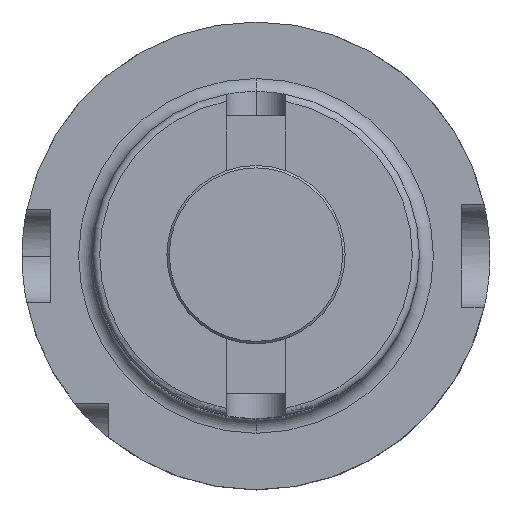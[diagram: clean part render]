
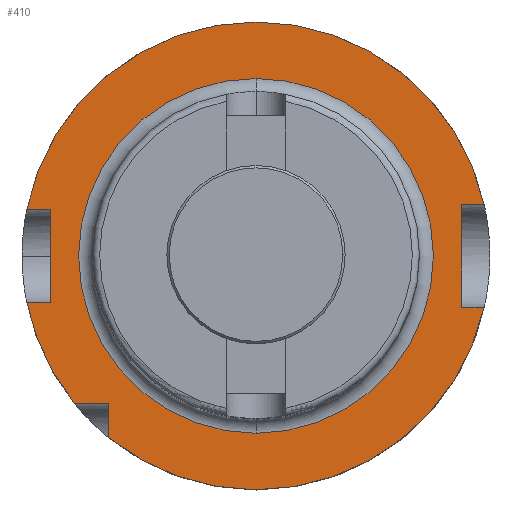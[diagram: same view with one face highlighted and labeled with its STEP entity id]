
A CAD part, top view. The second image highlights one B-rep face of the part: STEP entity #410.
In plain terms, the highlighted planar face has unit normal (0, 0, 1).
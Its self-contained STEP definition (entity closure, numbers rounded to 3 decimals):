
#115 = VECTOR ( 'NONE', #3681, 1000. ) ;
#130 = VERTEX_POINT ( 'NONE', #2771 ) ;
#134 = ORIENTED_EDGE ( 'NONE', *, *, #309, .F. ) ;
#161 = AXIS2_PLACEMENT_3D ( 'NONE', #3482, #1412, #3780 ) ;
#202 = DIRECTION ( 'NONE',  ( -1., 0., 0. ) ) ;
#239 = VERTEX_POINT ( 'NONE', #456 ) ;
#271 = CARTESIAN_POINT ( 'NONE',  ( -31.5, -31.5, 29. ) ) ;
#285 = VECTOR ( 'NONE', #1378, 1000. ) ;
#291 = VERTEX_POINT ( 'NONE', #761 ) ;
#303 = EDGE_CURVE ( 'NONE', #833, #130, #2748, .T. ) ;
#309 = EDGE_CURVE ( 'NONE', #3229, #1280, #1272, .T. ) ;
#317 = DIRECTION ( 'NONE',  ( 0., -1., 0. ) ) ;
#410 = ADVANCED_FACE ( 'NONE', ( #1174, #1767 ), #825, .T. ) ;
#430 = DIRECTION ( 'NONE',  ( 0., 0., -1. ) ) ;
#456 = CARTESIAN_POINT ( 'NONE',  ( -44., -10., 29. ) ) ;
#459 = EDGE_CURVE ( 'NONE', #1714, #2871, #3252, .T. ) ;
#527 = ORIENTED_EDGE ( 'NONE', *, *, #303, .F. ) ;
#558 = EDGE_CURVE ( 'NONE', #1787, #2098, #3140, .T. ) ;
#570 = ORIENTED_EDGE ( 'NONE', *, *, #3431, .F. ) ;
#587 = EDGE_CURVE ( 'NONE', #2887, #3122, #2583, .T. ) ;
#728 = CARTESIAN_POINT ( 'NONE',  ( 0., -37.925, 29. ) ) ;
#761 = CARTESIAN_POINT ( 'NONE',  ( -31.5, -38.83, 29. ) ) ;
#763 = LINE ( 'NONE', #1210, #2196 ) ;
#825 = PLANE ( 'NONE',  #2612 ) ;
#833 = VERTEX_POINT ( 'NONE', #271 ) ;
#849 = ORIENTED_EDGE ( 'NONE', *, *, #2075, .F. ) ;
#871 = AXIS2_PLACEMENT_3D ( 'NONE', #3053, #1589, #3019 ) ;
#904 = DIRECTION ( 'NONE',  ( 0., 1., 0. ) ) ;
#960 = EDGE_CURVE ( 'NONE', #1787, #239, #763, .T. ) ;
#1108 = VERTEX_POINT ( 'NONE', #1511 ) ;
#1129 = DIRECTION ( 'NONE',  ( 0., 0., 1. ) ) ;
#1145 = LINE ( 'NONE', #2973, #1469 ) ;
#1174 = FACE_BOUND ( 'NONE', #2386, .T. ) ;
#1210 = CARTESIAN_POINT ( 'NONE',  ( -44., -10., 29. ) ) ;
#1272 = CIRCLE ( 'NONE', #2008, 50. ) ;
#1280 = VERTEX_POINT ( 'NONE', #3330 ) ;
#1354 = DIRECTION ( 'NONE',  ( 0., 0., -1. ) ) ;
#1378 = DIRECTION ( 'NONE',  ( -1., 0., 0. ) ) ;
#1404 = DIRECTION ( 'NONE',  ( 0., -1., 0. ) ) ;
#1412 = DIRECTION ( 'NONE',  ( 0., 0., -1. ) ) ;
#1469 = VECTOR ( 'NONE', #2927, 1000. ) ;
#1508 = CIRCLE ( 'NONE', #161, 50. ) ;
#1511 = CARTESIAN_POINT ( 'NONE',  ( -48.99, -10., 29. ) ) ;
#1534 = DIRECTION ( 'NONE',  ( 0., 1., 0. ) ) ;
#1589 = DIRECTION ( 'NONE',  ( 0., 0., -1. ) ) ;
#1603 = VECTOR ( 'NONE', #202, 1000. ) ;
#1642 = CARTESIAN_POINT ( 'NONE',  ( 0., 0., 29. ) ) ;
#1651 = DIRECTION ( 'NONE',  ( 0., 1., 0. ) ) ;
#1714 = VERTEX_POINT ( 'NONE', #3243 ) ;
#1717 = CARTESIAN_POINT ( 'NONE',  ( 44., -11., 29. ) ) ;
#1767 = FACE_OUTER_BOUND ( 'NONE', #2263, .T. ) ;
#1786 = CARTESIAN_POINT ( 'NONE',  ( 0., 0., 29. ) ) ;
#1787 = VERTEX_POINT ( 'NONE', #3511 ) ;
#1832 = CARTESIAN_POINT ( 'NONE',  ( 0., 0., 29. ) ) ;
#1850 = CARTESIAN_POINT ( 'NONE',  ( -31.5, 34.925, 29. ) ) ;
#1936 = CIRCLE ( 'NONE', #2408, 50. ) ;
#1937 = DIRECTION ( 'NONE',  ( 0., -1., 0. ) ) ;
#1975 = ORIENTED_EDGE ( 'NONE', *, *, #960, .T. ) ;
#1977 = CARTESIAN_POINT ( 'NONE',  ( 0., 10., 29. ) ) ;
#1981 = CARTESIAN_POINT ( 'NONE',  ( 0., -31.5, 29. ) ) ;
#2008 = AXIS2_PLACEMENT_3D ( 'NONE', #3701, #1354, #1651 ) ;
#2014 = ORIENTED_EDGE ( 'NONE', *, *, #2431, .F. ) ;
#2052 = VERTEX_POINT ( 'NONE', #2719 ) ;
#2075 = EDGE_CURVE ( 'NONE', #2098, #3229, #3412, .T. ) ;
#2082 = ORIENTED_EDGE ( 'NONE', *, *, #2146, .T. ) ;
#2098 = VERTEX_POINT ( 'NONE', #3109 ) ;
#2102 = CARTESIAN_POINT ( 'NONE',  ( 0., 37.925, 29. ) ) ;
#2134 = DIRECTION ( 'NONE',  ( 0., 0., -1. ) ) ;
#2146 = EDGE_CURVE ( 'NONE', #3122, #2887, #3218, .T. ) ;
#2182 = CARTESIAN_POINT ( 'NONE',  ( 0., 50., 29. ) ) ;
#2196 = VECTOR ( 'NONE', #317, 1000. ) ;
#2211 = ORIENTED_EDGE ( 'NONE', *, *, #587, .T. ) ;
#2263 = EDGE_LOOP ( 'NONE', ( #527, #3461, #2945, #2331, #2936, #2661, #134, #849, #3309, #1975, #2014, #570 ) ) ;
#2331 = ORIENTED_EDGE ( 'NONE', *, *, #459, .T. ) ;
#2338 = DIRECTION ( 'NONE',  ( 1., 0., 0. ) ) ;
#2386 = EDGE_LOOP ( 'NONE', ( #2082, #2211 ) ) ;
#2408 = AXIS2_PLACEMENT_3D ( 'NONE', #1786, #2683, #904 ) ;
#2431 = EDGE_CURVE ( 'NONE', #1108, #239, #1145, .T. ) ;
#2440 = DIRECTION ( 'NONE',  ( 0., 1., 0. ) ) ;
#2583 = CIRCLE ( 'NONE', #871, 37.925 ) ;
#2611 = CARTESIAN_POINT ( 'NONE',  ( 44., -11., 29. ) ) ;
#2612 = AXIS2_PLACEMENT_3D ( 'NONE', #2895, #1129, #1404 ) ;
#2621 = CARTESIAN_POINT ( 'NONE',  ( 0., 11., 29. ) ) ;
#2630 = VECTOR ( 'NONE', #1534, 1000. ) ;
#2642 = DIRECTION ( 'NONE',  ( 0., -1., 0. ) ) ;
#2661 = ORIENTED_EDGE ( 'NONE', *, *, #2839, .T. ) ;
#2683 = DIRECTION ( 'NONE',  ( 0., 0., -1. ) ) ;
#2719 = CARTESIAN_POINT ( 'NONE',  ( 44., 11., 29. ) ) ;
#2748 = LINE ( 'NONE', #1981, #1603 ) ;
#2771 = CARTESIAN_POINT ( 'NONE',  ( -38.83, -31.5, 29. ) ) ;
#2837 = CARTESIAN_POINT ( 'NONE',  ( 0., -11., 29. ) ) ;
#2839 = EDGE_CURVE ( 'NONE', #2052, #1280, #3151, .T. ) ;
#2871 = VERTEX_POINT ( 'NONE', #2611 ) ;
#2887 = VERTEX_POINT ( 'NONE', #2102 ) ;
#2895 = CARTESIAN_POINT ( 'NONE',  ( 0., 34.925, 29. ) ) ;
#2927 = DIRECTION ( 'NONE',  ( 1., 0., 0. ) ) ;
#2936 = ORIENTED_EDGE ( 'NONE', *, *, #3422, .F. ) ;
#2945 = ORIENTED_EDGE ( 'NONE', *, *, #3560, .F. ) ;
#2953 = AXIS2_PLACEMENT_3D ( 'NONE', #1642, #430, #1937 ) ;
#2973 = CARTESIAN_POINT ( 'NONE',  ( 0., -10., 29. ) ) ;
#3019 = DIRECTION ( 'NONE',  ( 0., -1., 0. ) ) ;
#3053 = CARTESIAN_POINT ( 'NONE',  ( 0., 0., 29. ) ) ;
#3098 = LINE ( 'NONE', #1717, #3223 ) ;
#3109 = CARTESIAN_POINT ( 'NONE',  ( -48.99, 10., 29. ) ) ;
#3122 = VERTEX_POINT ( 'NONE', #728 ) ;
#3140 = LINE ( 'NONE', #1977, #285 ) ;
#3151 = LINE ( 'NONE', #2621, #3365 ) ;
#3218 = CIRCLE ( 'NONE', #2953, 37.925 ) ;
#3223 = VECTOR ( 'NONE', #2642, 1000. ) ;
#3229 = VERTEX_POINT ( 'NONE', #2182 ) ;
#3243 = CARTESIAN_POINT ( 'NONE',  ( 48.775, -11., 29. ) ) ;
#3252 = LINE ( 'NONE', #2837, #115 ) ;
#3309 = ORIENTED_EDGE ( 'NONE', *, *, #558, .F. ) ;
#3330 = CARTESIAN_POINT ( 'NONE',  ( 48.775, 11., 29. ) ) ;
#3365 = VECTOR ( 'NONE', #2338, 1000. ) ;
#3412 = CIRCLE ( 'NONE', #3469, 50. ) ;
#3415 = LINE ( 'NONE', #1850, #2630 ) ;
#3422 = EDGE_CURVE ( 'NONE', #2052, #2871, #3098, .T. ) ;
#3431 = EDGE_CURVE ( 'NONE', #130, #1108, #1508, .T. ) ;
#3461 = ORIENTED_EDGE ( 'NONE', *, *, #3592, .F. ) ;
#3469 = AXIS2_PLACEMENT_3D ( 'NONE', #1832, #2134, #2440 ) ;
#3482 = CARTESIAN_POINT ( 'NONE',  ( 0., 0., 29. ) ) ;
#3511 = CARTESIAN_POINT ( 'NONE',  ( -44., 10., 29. ) ) ;
#3560 = EDGE_CURVE ( 'NONE', #1714, #291, #1936, .T. ) ;
#3592 = EDGE_CURVE ( 'NONE', #291, #833, #3415, .T. ) ;
#3681 = DIRECTION ( 'NONE',  ( -1., 0., 0. ) ) ;
#3701 = CARTESIAN_POINT ( 'NONE',  ( 0., 0., 29. ) ) ;
#3780 = DIRECTION ( 'NONE',  ( 0., 1., 0. ) ) ;
